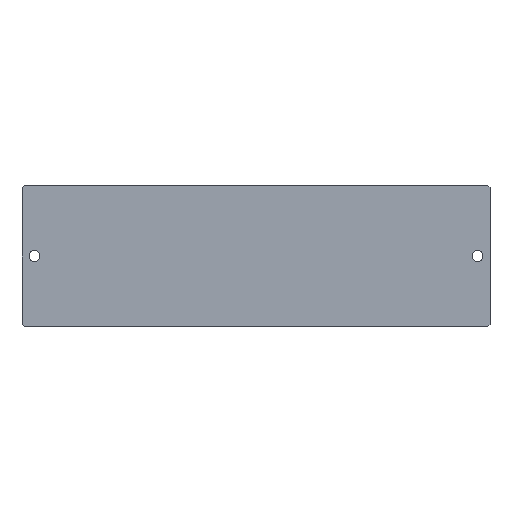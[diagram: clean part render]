
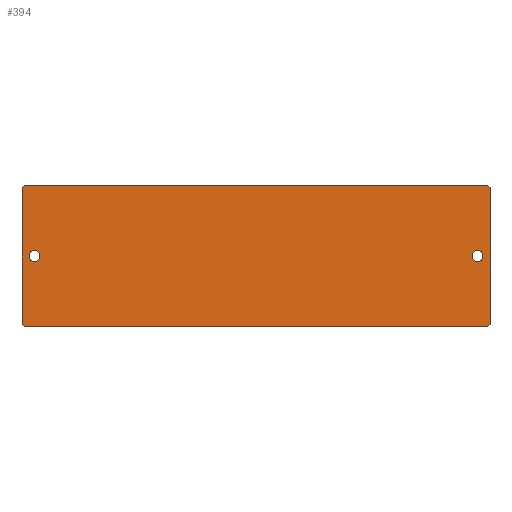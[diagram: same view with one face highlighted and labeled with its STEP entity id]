
A CAD part, top view. The second image highlights one B-rep face of the part: STEP entity #394.
In plain terms, the highlighted planar face has unit normal (0, 0, 1).
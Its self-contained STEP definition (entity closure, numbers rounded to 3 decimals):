
#2 = EDGE_LOOP ( 'NONE', ( #74, #50 ) ) ;
#16 = EDGE_LOOP ( 'NONE', ( #59, #31 ) ) ;
#23 = EDGE_LOOP ( 'NONE', ( #81, #76, #49, #89, #126, #56, #110, #53 ) ) ;
#31 = ORIENTED_EDGE ( 'NONE', *, *, #422, .F. ) ;
#39 = CARTESIAN_POINT ( 'NONE',  ( -56., 17., 0.76 ) ) ;
#49 = ORIENTED_EDGE ( 'NONE', *, *, #389, .T. ) ;
#50 = ORIENTED_EDGE ( 'NONE', *, *, #418, .F. ) ;
#53 = ORIENTED_EDGE ( 'NONE', *, *, #384, .T. ) ;
#56 = ORIENTED_EDGE ( 'NONE', *, *, #378, .T. ) ;
#59 = ORIENTED_EDGE ( 'NONE', *, *, #412, .F. ) ;
#74 = ORIENTED_EDGE ( 'NONE', *, *, #419, .F. ) ;
#76 = ORIENTED_EDGE ( 'NONE', *, *, #426, .T. ) ;
#81 = ORIENTED_EDGE ( 'NONE', *, *, #408, .T. ) ;
#89 = ORIENTED_EDGE ( 'NONE', *, *, #391, .T. ) ;
#95 = VERTEX_POINT ( 'NONE', #114 ) ;
#96 = VERTEX_POINT ( 'NONE', #116 ) ;
#97 = VERTEX_POINT ( 'NONE', #39 ) ;
#100 = VERTEX_POINT ( 'NONE', #117 ) ;
#101 = VERTEX_POINT ( 'NONE', #102 ) ;
#102 = CARTESIAN_POINT ( 'NONE',  ( 56.5, 16.5, 0.76 ) ) ;
#109 = VERTEX_POINT ( 'NONE', #129 ) ;
#110 = ORIENTED_EDGE ( 'NONE', *, *, #399, .T. ) ;
#113 = VERTEX_POINT ( 'NONE', #153 ) ;
#114 = CARTESIAN_POINT ( 'NONE',  ( -56.5, 16.5, 0.76 ) ) ;
#116 = CARTESIAN_POINT ( 'NONE',  ( 56., -17., 0.76 ) ) ;
#117 = CARTESIAN_POINT ( 'NONE',  ( -56., -17., 0.76 ) ) ;
#118 = VERTEX_POINT ( 'NONE', #135 ) ;
#119 = VERTEX_POINT ( 'NONE', #154 ) ;
#120 = VERTEX_POINT ( 'NONE', #146 ) ;
#123 = VERTEX_POINT ( 'NONE', #143 ) ;
#126 = ORIENTED_EDGE ( 'NONE', *, *, #402, .T. ) ;
#127 = VERTEX_POINT ( 'NONE', #134 ) ;
#129 = CARTESIAN_POINT ( 'NONE',  ( 56.5, -16.5, 0.76 ) ) ;
#133 = DIRECTION ( 'NONE',  ( 0.707, 0.707, 0. ) ) ;
#134 = CARTESIAN_POINT ( 'NONE',  ( 52.2, 0., 0.76 ) ) ;
#135 = CARTESIAN_POINT ( 'NONE',  ( 56., 17., 0.76 ) ) ;
#136 = CARTESIAN_POINT ( 'NONE',  ( -56.25, -16.75, 0.76 ) ) ;
#143 = CARTESIAN_POINT ( 'NONE',  ( -54.8, 0., 0.76 ) ) ;
#145 = LINE ( 'NONE', #168, #441 ) ;
#146 = CARTESIAN_POINT ( 'NONE',  ( -56.5, -16.5, 0.76 ) ) ;
#148 = LINE ( 'NONE', #136, #475 ) ;
#149 = DIRECTION ( 'NONE',  ( 0.707, -0.707, 0. ) ) ;
#153 = CARTESIAN_POINT ( 'NONE',  ( 54.8, 0., 0.76 ) ) ;
#154 = CARTESIAN_POINT ( 'NONE',  ( -52.2, 0., 0.76 ) ) ;
#168 = CARTESIAN_POINT ( 'NONE',  ( -0.25, -73.25, 0.76 ) ) ;
#172 = FACE_BOUND ( 'NONE', #2, .T. ) ;
#176 = CARTESIAN_POINT ( 'NONE',  ( -73.25, -0.25, 0.76 ) ) ;
#178 = FACE_BOUND ( 'NONE', #16, .T. ) ;
#182 = DIRECTION ( 'NONE',  ( 1., 0., 0. ) ) ;
#188 = FACE_OUTER_BOUND ( 'NONE', #23, .T. ) ;
#194 = DIRECTION ( 'NONE',  ( 0., 0., 1. ) ) ;
#195 = LINE ( 'NONE', #210, #444 ) ;
#196 = PLANE ( 'NONE',  #452 ) ;
#208 = DIRECTION ( 'NONE',  ( -0.707, -0.707, 0. ) ) ;
#209 = DIRECTION ( 'NONE',  ( -1., 0., 0. ) ) ;
#210 = CARTESIAN_POINT ( 'NONE',  ( -56.5, 17., 0.76 ) ) ;
#212 = CARTESIAN_POINT ( 'NONE',  ( -56.5, -17., 0.76 ) ) ;
#215 = LINE ( 'NONE', #176, #467 ) ;
#220 = LINE ( 'NONE', #247, #461 ) ;
#224 = DIRECTION ( 'NONE',  ( 0., -1., 0. ) ) ;
#226 = LINE ( 'NONE', #237, #454 ) ;
#236 = DIRECTION ( 'NONE',  ( 1., 0., 0. ) ) ;
#237 = CARTESIAN_POINT ( 'NONE',  ( -56.5, 17., 0.76 ) ) ;
#247 = CARTESIAN_POINT ( 'NONE',  ( -56.5, -17., 0.76 ) ) ;
#262 = CARTESIAN_POINT ( 'NONE',  ( 53.5, 0., 0.76 ) ) ;
#264 = LINE ( 'NONE', #272, #458 ) ;
#267 = CARTESIAN_POINT ( 'NONE',  ( 53.5, 0., 0.76 ) ) ;
#269 = DIRECTION ( 'NONE',  ( 0., 0., 1. ) ) ;
#270 = DIRECTION ( 'NONE',  ( 1., 0., 0. ) ) ;
#271 = DIRECTION ( 'NONE',  ( 1., 0., 0. ) ) ;
#272 = CARTESIAN_POINT ( 'NONE',  ( 56.5, 17., 0.76 ) ) ;
#273 = DIRECTION ( 'NONE',  ( 0., 0., 1. ) ) ;
#274 = LINE ( 'NONE', #288, #482 ) ;
#276 = CARTESIAN_POINT ( 'NONE',  ( -53.5, 0., 0.76 ) ) ;
#281 = DIRECTION ( 'NONE',  ( 0., 0., 1. ) ) ;
#288 = CARTESIAN_POINT ( 'NONE',  ( 16.75, 56.25, 0.76 ) ) ;
#289 = DIRECTION ( 'NONE',  ( 1., 0., 0. ) ) ;
#299 = DIRECTION ( 'NONE',  ( 0., 1., 0. ) ) ;
#306 = DIRECTION ( 'NONE',  ( -0.707, 0.707, 0. ) ) ;
#307 = CARTESIAN_POINT ( 'NONE',  ( -53.5, 0., 0.76 ) ) ;
#308 = DIRECTION ( 'NONE',  ( 1., 0., 0. ) ) ;
#315 = DIRECTION ( 'NONE',  ( 0., 0., 1. ) ) ;
#378 = EDGE_CURVE ( 'NONE', #120, #100, #148, .T. ) ;
#384 = EDGE_CURVE ( 'NONE', #96, #109, #145, .T. ) ;
#389 = EDGE_CURVE ( 'NONE', #118, #97, #195, .T. ) ;
#391 = EDGE_CURVE ( 'NONE', #97, #95, #215, .T. ) ;
#394 = ADVANCED_FACE ( 'NONE', ( #178, #172, #188 ), #196, .T. ) ;
#399 = EDGE_CURVE ( 'NONE', #100, #96, #220, .T. ) ;
#402 = EDGE_CURVE ( 'NONE', #95, #120, #226, .T. ) ;
#408 = EDGE_CURVE ( 'NONE', #109, #101, #264, .T. ) ;
#412 = EDGE_CURVE ( 'NONE', #119, #123, #486, .T. ) ;
#418 = EDGE_CURVE ( 'NONE', #127, #113, #487, .T. ) ;
#419 = EDGE_CURVE ( 'NONE', #113, #127, #499, .T. ) ;
#422 = EDGE_CURVE ( 'NONE', #123, #119, #502, .T. ) ;
#426 = EDGE_CURVE ( 'NONE', #101, #118, #274, .T. ) ;
#441 = VECTOR ( 'NONE', #133, 1000. ) ;
#444 = VECTOR ( 'NONE', #209, 1000. ) ;
#452 = AXIS2_PLACEMENT_3D ( 'NONE', #212, #194, #182 ) ;
#454 = VECTOR ( 'NONE', #224, 1000. ) ;
#458 = VECTOR ( 'NONE', #299, 1000. ) ;
#461 = VECTOR ( 'NONE', #236, 1000. ) ;
#467 = VECTOR ( 'NONE', #208, 1000. ) ;
#475 = VECTOR ( 'NONE', #149, 1000. ) ;
#482 = VECTOR ( 'NONE', #306, 1000. ) ;
#486 = CIRCLE ( 'NONE', #501, 1.3 ) ;
#487 = CIRCLE ( 'NONE', #513, 1.3 ) ;
#496 = AXIS2_PLACEMENT_3D ( 'NONE', #307, #315, #308 ) ;
#498 = AXIS2_PLACEMENT_3D ( 'NONE', #262, #273, #271 ) ;
#499 = CIRCLE ( 'NONE', #498, 1.3 ) ;
#501 = AXIS2_PLACEMENT_3D ( 'NONE', #276, #281, #289 ) ;
#502 = CIRCLE ( 'NONE', #496, 1.3 ) ;
#513 = AXIS2_PLACEMENT_3D ( 'NONE', #267, #269, #270 ) ;
